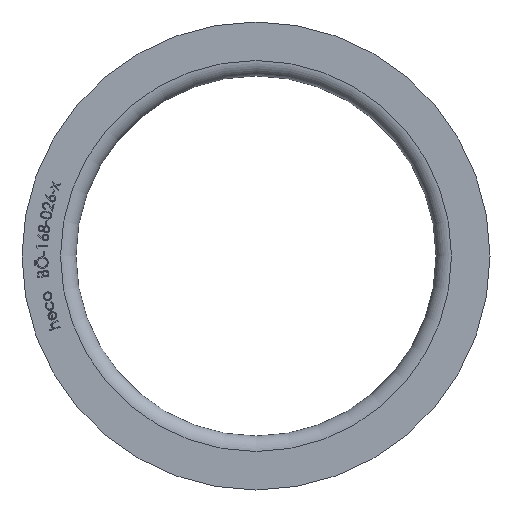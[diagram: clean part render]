
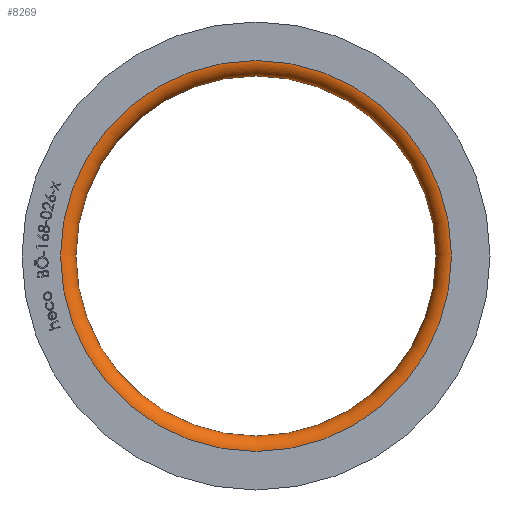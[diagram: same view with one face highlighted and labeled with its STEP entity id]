
A CAD part, left-side view. The second image highlights one B-rep face of the part: STEP entity #8269.
In plain terms, the highlighted toroidal (fillet/blend) face has major radius 88.55 mm and minor radius 7 mm.
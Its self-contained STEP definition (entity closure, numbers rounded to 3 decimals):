
#119 = DIRECTION ( 'NONE',  ( 0., 0., 1. ) ) ;
#1242 = EDGE_LOOP ( 'NONE', ( #11007 ) ) ;
#2702 = EDGE_CURVE ( 'NONE', #8718, #8718, #9311, .T. ) ;
#3401 = CARTESIAN_POINT ( 'NONE',  ( 7., 0., 0. ) ) ;
#3521 = CARTESIAN_POINT ( 'NONE',  ( 7., 0., 0. ) ) ;
#4599 = CARTESIAN_POINT ( 'NONE',  ( 0., 0., 0. ) ) ;
#7400 = CARTESIAN_POINT ( 'NONE',  ( 7., 0., 81.55 ) ) ;
#7507 = DIRECTION ( 'NONE',  ( 0., 0., 1. ) ) ;
#8105 = DIRECTION ( 'NONE',  ( -1., 0., 0. ) ) ;
#8175 = DIRECTION ( 'NONE',  ( 0., 0., 1. ) ) ;
#8224 = DIRECTION ( 'NONE',  ( -1., 0., 0. ) ) ;
#8269 = ADVANCED_FACE ( 'NONE', ( #11693, #15228 ), #11282, .T. ) ;
#8555 = CARTESIAN_POINT ( 'NONE',  ( 0., 0., 88.55 ) ) ;
#8718 = VERTEX_POINT ( 'NONE', #8555 ) ;
#9311 = CIRCLE ( 'NONE', #9788, 88.55 ) ;
#9585 = EDGE_CURVE ( 'NONE', #14329, #14329, #10813, .T. ) ;
#9788 = AXIS2_PLACEMENT_3D ( 'NONE', #4599, #13987, #7507 ) ;
#10813 = CIRCLE ( 'NONE', #13786, 81.55 ) ;
#11007 = ORIENTED_EDGE ( 'NONE', *, *, #2702, .T. ) ;
#11282 = TOROIDAL_SURFACE ( 'NONE', #14469, 88.55, 7. ) ;
#11693 = FACE_OUTER_BOUND ( 'NONE', #14440, .T. ) ;
#13128 = ORIENTED_EDGE ( 'NONE', *, *, #9585, .F. ) ;
#13786 = AXIS2_PLACEMENT_3D ( 'NONE', #3401, #8105, #8175 ) ;
#13987 = DIRECTION ( 'NONE',  ( -1., 0., 0. ) ) ;
#14329 = VERTEX_POINT ( 'NONE', #7400 ) ;
#14440 = EDGE_LOOP ( 'NONE', ( #13128 ) ) ;
#14469 = AXIS2_PLACEMENT_3D ( 'NONE', #3521, #8224, #119 ) ;
#15228 = FACE_OUTER_BOUND ( 'NONE', #1242, .T. ) ;
